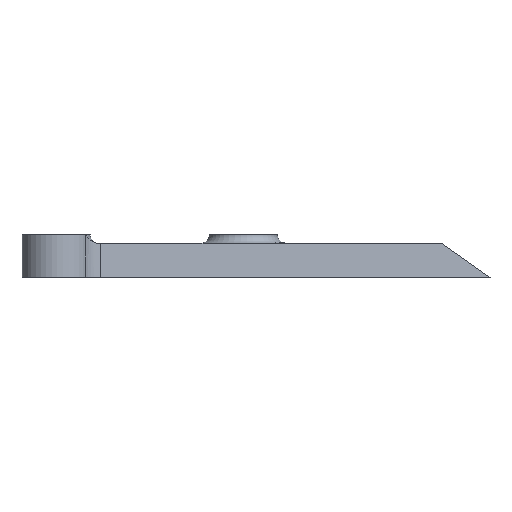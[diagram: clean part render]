
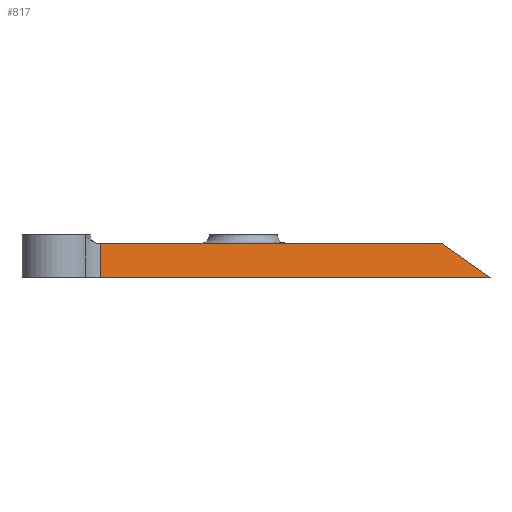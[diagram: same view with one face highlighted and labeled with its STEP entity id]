
A CAD part, left-side view. The second image highlights one B-rep face of the part: STEP entity #817.
In plain terms, the highlighted planar face has unit normal (-0.958, -0.288, 0).
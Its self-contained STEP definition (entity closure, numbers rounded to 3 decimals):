
#76=PLANE('',#922);
#122=FACE_OUTER_BOUND('',#178,.T.);
#178=EDGE_LOOP('',(#749,#750,#751,#752));
#195=LINE('',#1406,#241);
#207=LINE('',#1445,#253);
#211=LINE('',#1465,#257);
#224=LINE('',#1619,#270);
#241=VECTOR('',#1039,10.);
#253=VECTOR('',#1083,10.);
#257=VECTOR('',#1103,10.);
#270=VECTOR('',#1150,10.);
#369=VERTEX_POINT('',#1403);
#370=VERTEX_POINT('',#1405);
#380=VERTEX_POINT('',#1442);
#381=VERTEX_POINT('',#1444);
#461=EDGE_CURVE('',#369,#370,#195,.T.);
#482=EDGE_CURVE('',#381,#380,#207,.T.);
#492=EDGE_CURVE('',#381,#369,#211,.T.);
#514=EDGE_CURVE('',#380,#370,#224,.F.);
#749=ORIENTED_EDGE('',*,*,#461,.F.);
#750=ORIENTED_EDGE('',*,*,#492,.F.);
#751=ORIENTED_EDGE('',*,*,#482,.T.);
#752=ORIENTED_EDGE('',*,*,#514,.T.);
#817=ADVANCED_FACE('',(#122),#76,.T.);
#922=AXIS2_PLACEMENT_3D('',#1620,#1151,#1152);
#1039=DIRECTION('',(0.288,-0.958,0.));
#1083=DIRECTION('',(0.288,-0.958,0.));
#1103=DIRECTION('',(0.,0.,1.));
#1150=DIRECTION('',(0.239,-0.795,-0.557));
#1151=DIRECTION('center_axis',(-0.958,-0.288,0.));
#1152=DIRECTION('ref_axis',(0.288,-0.958,0.));
#1403=CARTESIAN_POINT('',(-0.505,-5.267,4.));
#1405=CARTESIAN_POINT('',(11.508,-45.233,4.));
#1406=CARTESIAN_POINT('',(-0.505,-5.267,4.));
#1442=CARTESIAN_POINT('',(13.226,-50.945,0.));
#1444=CARTESIAN_POINT('',(-0.505,-5.267,0.));
#1445=CARTESIAN_POINT('',(-0.505,-5.267,0.));
#1465=CARTESIAN_POINT('',(-0.505,-5.267,0.));
#1619=CARTESIAN_POINT('',(8.095,-33.879,11.95));
#1620=CARTESIAN_POINT('Origin',(-0.505,-5.267,0.));
